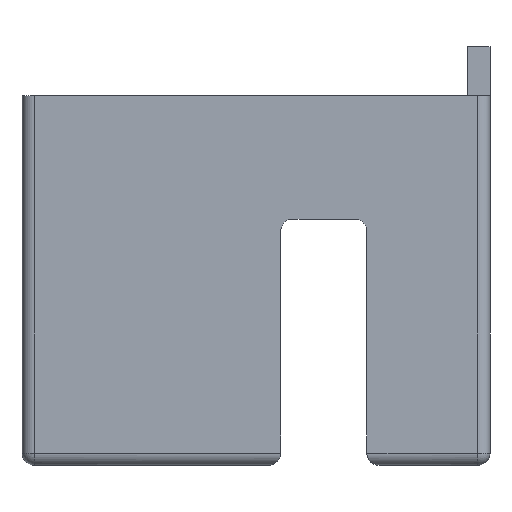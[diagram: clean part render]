
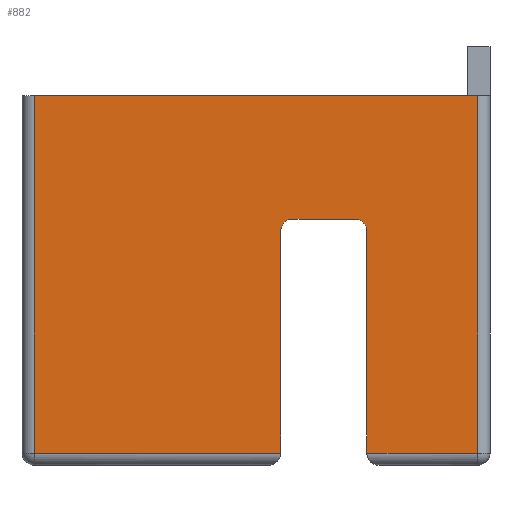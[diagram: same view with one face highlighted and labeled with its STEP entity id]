
A CAD part, front view. The second image highlights one B-rep face of the part: STEP entity #882.
In plain terms, the highlighted planar face has unit normal (0, -1, 0).
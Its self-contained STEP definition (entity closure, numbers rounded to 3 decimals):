
#34=DIRECTION('',(0.,0.,1.));
#35=VECTOR('',#34,14.5);
#36=CARTESIAN_POINT('',(18.5,0.,-14.5));
#37=LINE('',#36,#35);
#42=DIRECTION('',(1.,0.,0.));
#43=VECTOR('',#42,4.5);
#44=CARTESIAN_POINT('',(14.,0.,-14.5));
#45=LINE('',#44,#43);
#49=DIRECTION('',(0.,0.,1.));
#50=VECTOR('',#49,9.);
#51=CARTESIAN_POINT('',(14.,0.,-14.5));
#52=LINE('',#51,#50);
#56=DIRECTION('',(-1.,0.,0.));
#57=VECTOR('',#56,2.5);
#58=CARTESIAN_POINT('',(13.5,0.,-5.));
#59=LINE('',#58,#57);
#63=DIRECTION('',(0.,0.,-1.));
#64=VECTOR('',#63,9.);
#65=CARTESIAN_POINT('',(10.5,0.,-5.5));
#66=LINE('',#65,#64);
#70=DIRECTION('',(1.,0.,0.));
#71=VECTOR('',#70,10.);
#72=CARTESIAN_POINT('',(0.5,0.,-14.5));
#73=LINE('',#72,#71);
#77=DIRECTION('',(0.,0.,-1.));
#78=VECTOR('',#77,14.5);
#79=CARTESIAN_POINT('',(0.5,0.,0.));
#80=LINE('',#79,#78);
#84=DIRECTION('',(1.,0.,0.));
#85=VECTOR('',#84,18.);
#86=CARTESIAN_POINT('',(0.5,0.,0.));
#87=LINE('',#86,#85);
#303=CARTESIAN_POINT('',(11.,0.,-5.5));
#304=DIRECTION('',(0.,1.,0.));
#305=DIRECTION('',(-1.,0.,0.));
#306=AXIS2_PLACEMENT_3D('',#303,#304,#305);
#588=CARTESIAN_POINT('',(13.5,0.,-5.5));
#589=DIRECTION('',(0.,1.,0.));
#590=DIRECTION('',(0.,0.,1.));
#591=AXIS2_PLACEMENT_3D('',#588,#589,#590);
#767=CARTESIAN_POINT('',(10.5,0.,-5.5));
#769=VERTEX_POINT('',#767);
#771=CARTESIAN_POINT('',(11.,0.,-5.));
#773=VERTEX_POINT('',#771);
#775=CARTESIAN_POINT('',(13.5,0.,-5.));
#777=VERTEX_POINT('',#775);
#779=CARTESIAN_POINT('',(14.,0.,-5.5));
#781=VERTEX_POINT('',#779);
#783=CARTESIAN_POINT('',(18.5,0.,0.));
#785=VERTEX_POINT('',#783);
#789=CARTESIAN_POINT('',(18.5,0.,-14.5));
#790=VERTEX_POINT('',#789);
#809=CARTESIAN_POINT('',(14.,0.,-14.5));
#810=VERTEX_POINT('',#809);
#811=CARTESIAN_POINT('',(0.5,0.,-14.5));
#812=CARTESIAN_POINT('',(10.5,0.,-14.5));
#813=VERTEX_POINT('',#811);
#814=VERTEX_POINT('',#812);
#836=CARTESIAN_POINT('',(0.5,0.,0.));
#838=VERTEX_POINT('',#836);
#855=CARTESIAN_POINT('',(0.,0.,0.));
#856=DIRECTION('',(0.,1.,0.));
#857=DIRECTION('',(1.,0.,0.));
#858=AXIS2_PLACEMENT_3D('',#855,#856,#857);
#859=PLANE('',#858);
#861=ORIENTED_EDGE('',*,*,#860,.F.);
#863=ORIENTED_EDGE('',*,*,#862,.F.);
#865=ORIENTED_EDGE('',*,*,#864,.T.);
#867=ORIENTED_EDGE('',*,*,#866,.F.);
#869=ORIENTED_EDGE('',*,*,#868,.T.);
#871=ORIENTED_EDGE('',*,*,#870,.F.);
#873=ORIENTED_EDGE('',*,*,#872,.T.);
#875=ORIENTED_EDGE('',*,*,#874,.F.);
#877=ORIENTED_EDGE('',*,*,#876,.F.);
#879=ORIENTED_EDGE('',*,*,#878,.T.);
#880=EDGE_LOOP('',(#861,#863,#865,#867,#869,#871,#873,#875,#877,#879));
#881=FACE_OUTER_BOUND('',#880,.F.);
#882=ADVANCED_FACE('',(#881),#859,.F.);
#307=CIRCLE('',#306,0.5);
#592=CIRCLE('',#591,0.5);
#860=EDGE_CURVE('',#790,#785,#37,.T.);
#862=EDGE_CURVE('',#810,#790,#45,.T.);
#864=EDGE_CURVE('',#810,#781,#52,.T.);
#866=EDGE_CURVE('',#777,#781,#592,.T.);
#868=EDGE_CURVE('',#777,#773,#59,.T.);
#870=EDGE_CURVE('',#769,#773,#307,.T.);
#872=EDGE_CURVE('',#769,#814,#66,.T.);
#874=EDGE_CURVE('',#813,#814,#73,.T.);
#876=EDGE_CURVE('',#838,#813,#80,.T.);
#878=EDGE_CURVE('',#838,#785,#87,.T.);
